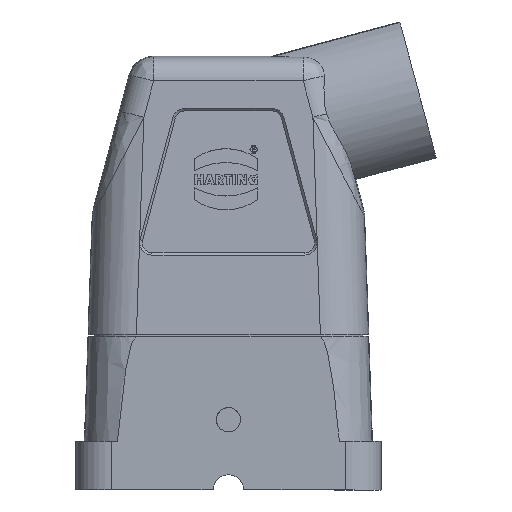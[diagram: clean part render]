
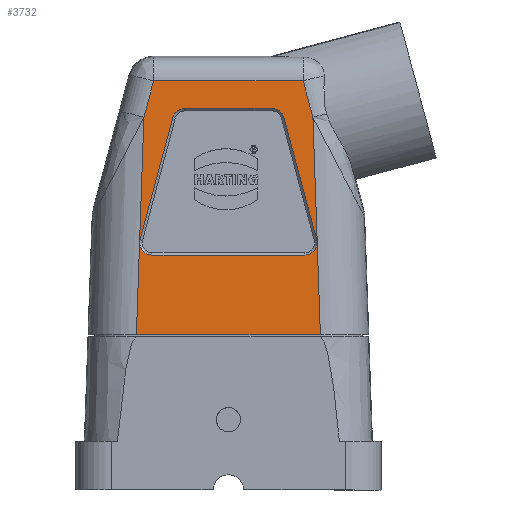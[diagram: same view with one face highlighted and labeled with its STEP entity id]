
A CAD part, front view. The second image highlights one B-rep face of the part: STEP entity #3732.
In plain terms, the highlighted planar face has unit normal (0, -0.999, 0.035).
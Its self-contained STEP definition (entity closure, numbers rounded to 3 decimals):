
#3732=ADVANCED_FACE('',(#4363,#4364),#4127,.T.);
#4127=PLANE('',#12557);
#4363=FACE_BOUND('',#4650,.T.);
#4364=FACE_BOUND('',#4651,.T.);
#4650=EDGE_LOOP('',(#6084,#6085,#6086,#6087,#6088,#6089,#6090,#6091));
#4651=EDGE_LOOP('',(#6092,#6093,#6094,#6095,#6096,#6097));
#6084=ORIENTED_EDGE('',*,*,#8720,.T.);
#6085=ORIENTED_EDGE('',*,*,#8721,.T.);
#6086=ORIENTED_EDGE('',*,*,#8722,.T.);
#6087=ORIENTED_EDGE('',*,*,#8723,.T.);
#6088=ORIENTED_EDGE('',*,*,#8724,.T.);
#6089=ORIENTED_EDGE('',*,*,#8725,.T.);
#6090=ORIENTED_EDGE('',*,*,#8726,.T.);
#6091=ORIENTED_EDGE('',*,*,#8727,.T.);
#6092=ORIENTED_EDGE('',*,*,#8689,.T.);
#6093=ORIENTED_EDGE('',*,*,#8728,.T.);
#6094=ORIENTED_EDGE('',*,*,#8729,.F.);
#6095=ORIENTED_EDGE('',*,*,#8713,.F.);
#6096=ORIENTED_EDGE('',*,*,#8718,.F.);
#6097=ORIENTED_EDGE('',*,*,#8683,.T.);
#7756=VERTEX_POINT('',#17344);
#7758=VERTEX_POINT('',#17449);
#7760=VERTEX_POINT('',#17476);
#7777=VERTEX_POINT('',#17739);
#7778=VERTEX_POINT('',#17741);
#7781=VERTEX_POINT('',#17758);
#7782=VERTEX_POINT('',#17759);
#7783=VERTEX_POINT('',#17761);
#7784=VERTEX_POINT('',#17763);
#7785=VERTEX_POINT('',#17765);
#7786=VERTEX_POINT('',#17767);
#7787=VERTEX_POINT('',#17769);
#7788=VERTEX_POINT('',#17771);
#7789=VERTEX_POINT('',#17774);
#8683=EDGE_CURVE('',#7756,#7758,#10355,.T.);
#8689=EDGE_CURVE('',#7758,#7760,#10356,.T.);
#8713=EDGE_CURVE('',#7777,#7778,#10365,.T.);
#8718=EDGE_CURVE('',#7756,#7777,#10369,.T.);
#8720=EDGE_CURVE('',#7781,#7782,#10371,.T.);
#8721=EDGE_CURVE('',#7782,#7783,#9510,.T.);
#8722=EDGE_CURVE('',#7783,#7784,#10372,.T.);
#8723=EDGE_CURVE('',#7784,#7785,#9511,.T.);
#8724=EDGE_CURVE('',#7785,#7786,#10373,.T.);
#8725=EDGE_CURVE('',#7786,#7787,#9512,.T.);
#8726=EDGE_CURVE('',#7787,#7788,#10374,.T.);
#8727=EDGE_CURVE('',#7788,#7781,#9513,.T.);
#8728=EDGE_CURVE('',#7760,#7789,#10375,.T.);
#8729=EDGE_CURVE('',#7778,#7789,#10376,.T.);
#9510=CIRCLE('',#12553,2.);
#9511=CIRCLE('',#12554,2.);
#9512=CIRCLE('',#12555,2.);
#9513=CIRCLE('',#12556,2.);
#10355=LINE('',#17450,#11182);
#10356=LINE('',#17477,#11183);
#10365=LINE('',#17740,#11192);
#10369=LINE('',#17754,#11196);
#10371=LINE('',#17757,#11198);
#10372=LINE('',#17762,#11199);
#10373=LINE('',#17766,#11200);
#10374=LINE('',#17770,#11201);
#10375=LINE('',#17773,#11202);
#10376=LINE('',#17775,#11203);
#11182=VECTOR('',#14073,1.);
#11183=VECTOR('',#14084,1.);
#11192=VECTOR('',#14123,1.);
#11196=VECTOR('',#14129,1.);
#11198=VECTOR('',#14133,1.);
#11199=VECTOR('',#14136,1.);
#11200=VECTOR('',#14139,1.);
#11201=VECTOR('',#14142,1.);
#11202=VECTOR('',#14145,1.);
#11203=VECTOR('',#14146,1.);
#12553=AXIS2_PLACEMENT_3D('',#17760,#14134,#14135);
#12554=AXIS2_PLACEMENT_3D('',#17764,#14137,#14138);
#12555=AXIS2_PLACEMENT_3D('',#17768,#14140,#14141);
#12556=AXIS2_PLACEMENT_3D('',#17772,#14143,#14144);
#12557=AXIS2_PLACEMENT_3D('',#17776,#14147,#14148);
#14073=DIRECTION('',(-0.258,0.034,0.966));
#14084=DIRECTION('',(-1.,0.,0.));
#14123=DIRECTION('',(-1.,0.,0.));
#14129=DIRECTION('',(0.034,-0.035,-0.999));
#14133=DIRECTION('',(0.259,0.034,0.965));
#14134=DIRECTION('',(0.,0.999,-0.035));
#14135=DIRECTION('',(-0.966,0.009,0.259));
#14136=DIRECTION('',(1.,0.,0.));
#14137=DIRECTION('',(0.,0.999,-0.035));
#14138=DIRECTION('',(0.,0.035,0.999));
#14139=DIRECTION('',(0.259,-0.034,-0.965));
#14140=DIRECTION('',(0.,0.999,-0.035));
#14141=DIRECTION('',(0.966,0.009,0.259));
#14142=DIRECTION('',(-1.,0.,0.));
#14143=DIRECTION('',(0.,0.999,-0.035));
#14144=DIRECTION('',(0.,-0.035,-0.999));
#14145=DIRECTION('',(-0.258,-0.034,-0.966));
#14146=DIRECTION('',(0.034,0.035,0.999));
#14147=DIRECTION('',(0.,-0.999,0.035));
#14148=DIRECTION('',(1.,0.,0.));
#17344=CARTESIAN_POINT('',(13.817,-13.259,44.735));
#17449=CARTESIAN_POINT('',(12.228,-13.051,50.681));
#17450=CARTESIAN_POINT('',(13.817,-13.259,44.735));
#17476=CARTESIAN_POINT('',(-12.228,-13.051,50.681));
#17477=CARTESIAN_POINT('',(12.228,-13.051,50.681));
#17739=CARTESIAN_POINT('',(15.036,-14.5,9.2));
#17740=CARTESIAN_POINT('',(15.036,-14.5,9.2));
#17741=CARTESIAN_POINT('',(-15.036,-14.5,9.2));
#17754=CARTESIAN_POINT('',(13.817,-13.259,44.735));
#17757=CARTESIAN_POINT('',(-14.432,-13.958,24.708));
#17758=CARTESIAN_POINT('',(-14.432,-13.958,24.708));
#17759=CARTESIAN_POINT('',(-9.073,-13.26,44.696));
#17760=CARTESIAN_POINT('',(-7.141,-13.279,44.179));
#17761=CARTESIAN_POINT('',(-7.141,-13.209,46.177));
#17762=CARTESIAN_POINT('',(-7.141,-13.209,46.177));
#17763=CARTESIAN_POINT('',(7.141,-13.209,46.177));
#17764=CARTESIAN_POINT('',(7.141,-13.279,44.179));
#17765=CARTESIAN_POINT('',(9.073,-13.26,44.696));
#17766=CARTESIAN_POINT('',(9.073,-13.26,44.696));
#17767=CARTESIAN_POINT('',(14.432,-13.958,24.708));
#17768=CARTESIAN_POINT('',(12.5,-13.977,24.191));
#17769=CARTESIAN_POINT('',(12.5,-14.046,22.192));
#17770=CARTESIAN_POINT('',(12.5,-14.046,22.192));
#17771=CARTESIAN_POINT('',(-12.5,-14.046,22.192));
#17772=CARTESIAN_POINT('',(-12.5,-13.977,24.191));
#17773=CARTESIAN_POINT('',(-12.228,-13.051,50.681));
#17774=CARTESIAN_POINT('',(-13.817,-13.259,44.735));
#17775=CARTESIAN_POINT('',(-15.036,-14.5,9.2));
#17776=CARTESIAN_POINT('',(-24.966,-14.619,5.779));
